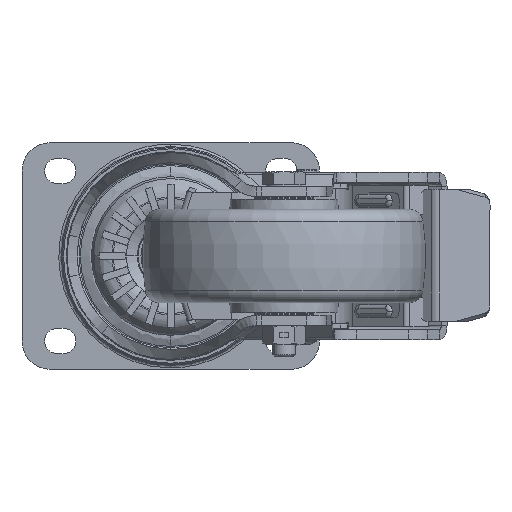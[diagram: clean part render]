
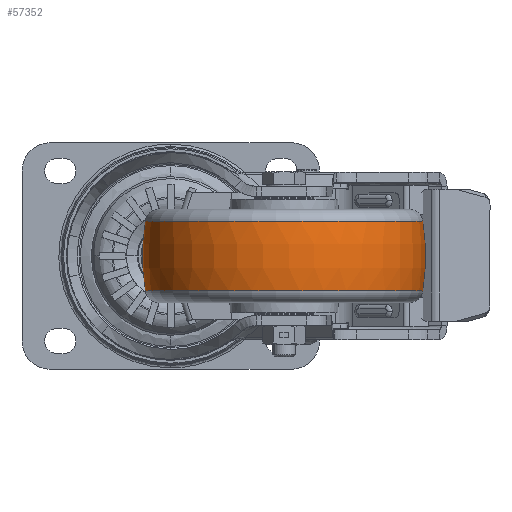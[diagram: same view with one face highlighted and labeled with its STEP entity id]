
A CAD part, front view. The second image highlights one B-rep face of the part: STEP entity #57352.
In plain terms, the highlighted toroidal (fillet/blend) face has major radius 30 mm and minor radius 80 mm.
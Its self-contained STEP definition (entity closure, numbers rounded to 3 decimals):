
#29 = CIRCLE ( 'NONE', #1224, 49.056 ) ;
#1224 = AXIS2_PLACEMENT_3D ( 'NONE', #29900, #65810, #35036 ) ;
#4354 = AXIS2_PLACEMENT_3D ( 'NONE', #49064, #18351, #54215 ) ;
#4797 = VERTEX_POINT ( 'NONE', #45130 ) ;
#9979 = CIRCLE ( 'NONE', #43468, 49.056 ) ;
#9999 = CARTESIAN_POINT ( 'NONE',  ( 40., -78.003, 12.255 ) ) ;
#15197 = DIRECTION ( 'NONE',  ( 0.998, -0.06, 0. ) ) ;
#18351 = DIRECTION ( 'NONE',  ( 0.06, 0.998, 0. ) ) ;
#23588 = DIRECTION ( 'NONE',  ( -0.06, -0.998, 0. ) ) ;
#24644 = AXIS2_PLACEMENT_3D ( 'NONE', #54265, #23588, #59450 ) ;
#25261 = VERTEX_POINT ( 'NONE', #54755 ) ;
#25267 = ORIENTED_EDGE ( 'NONE', *, *, #55382, .T. ) ;
#26395 = CARTESIAN_POINT ( 'NONE',  ( 40., -78.003, 0. ) ) ;
#26915 = EDGE_LOOP ( 'NONE', ( #32386, #44540, #25267, #49297 ) ) ;
#29900 = CARTESIAN_POINT ( 'NONE',  ( 40., -78.003, -12.255 ) ) ;
#31754 = DIRECTION ( 'NONE',  ( 0.998, -0.06, 0. ) ) ;
#32386 = ORIENTED_EDGE ( 'NONE', *, *, #51025, .F. ) ;
#34479 = CARTESIAN_POINT ( 'NONE',  ( 88.967, -80.953, -12.255 ) ) ;
#35036 = DIRECTION ( 'NONE',  ( 0.998, -0.06, 0. ) ) ;
#41276 = TOROIDAL_SURFACE ( 'NONE', #58717, -30., 80. ) ;
#43468 = AXIS2_PLACEMENT_3D ( 'NONE', #9999, #45912, #15197 ) ;
#44540 = ORIENTED_EDGE ( 'NONE', *, *, #44959, .T. ) ;
#44959 = EDGE_CURVE ( 'NONE', #25261, #46536, #29, .T. ) ;
#45130 = CARTESIAN_POINT ( 'NONE',  ( -8.967, -75.053, 12.255 ) ) ;
#45384 = VERTEX_POINT ( 'NONE', #45550 ) ;
#45550 = CARTESIAN_POINT ( 'NONE',  ( 88.967, -80.953, 12.255 ) ) ;
#45912 = DIRECTION ( 'NONE',  ( 0., 0., 1. ) ) ;
#46536 = VERTEX_POINT ( 'NONE', #34479 ) ;
#47717 = FACE_OUTER_BOUND ( 'NONE', #26915, .T. ) ;
#49064 = CARTESIAN_POINT ( 'NONE',  ( 69.946, -79.807, 0. ) ) ;
#49223 = CIRCLE ( 'NONE', #24644, 80. ) ;
#49297 = ORIENTED_EDGE ( 'NONE', *, *, #49305, .F. ) ;
#49305 = EDGE_CURVE ( 'NONE', #4797, #45384, #9979, .T. ) ;
#51025 = EDGE_CURVE ( 'NONE', #25261, #4797, #63121, .T. ) ;
#54215 = DIRECTION ( 'NONE',  ( -0.998, 0.06, 0. ) ) ;
#54265 = CARTESIAN_POINT ( 'NONE',  ( 10.054, -76.198, 0. ) ) ;
#54755 = CARTESIAN_POINT ( 'NONE',  ( -8.967, -75.053, -12.255 ) ) ;
#55382 = EDGE_CURVE ( 'NONE', #46536, #45384, #49223, .T. ) ;
#57352 = ADVANCED_FACE ( 'NONE', ( #47717 ), #41276, .T. ) ;
#58717 = AXIS2_PLACEMENT_3D ( 'NONE', #26395, #62527, #31754 ) ;
#59450 = DIRECTION ( 'NONE',  ( 0.998, -0.06, 0. ) ) ;
#62527 = DIRECTION ( 'NONE',  ( 0., 0., 1. ) ) ;
#63121 = CIRCLE ( 'NONE', #4354, 80. ) ;
#65810 = DIRECTION ( 'NONE',  ( 0., 0., 1. ) ) ;
